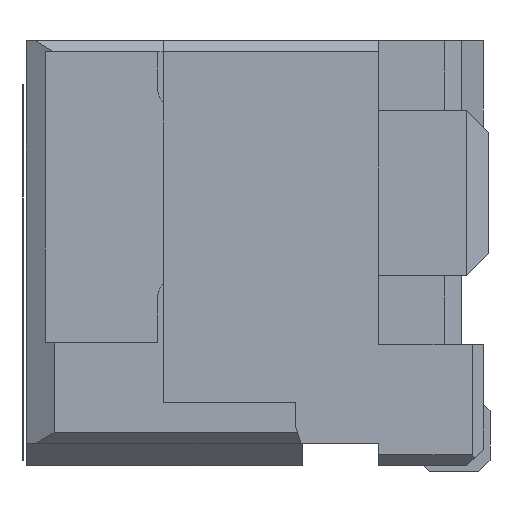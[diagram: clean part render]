
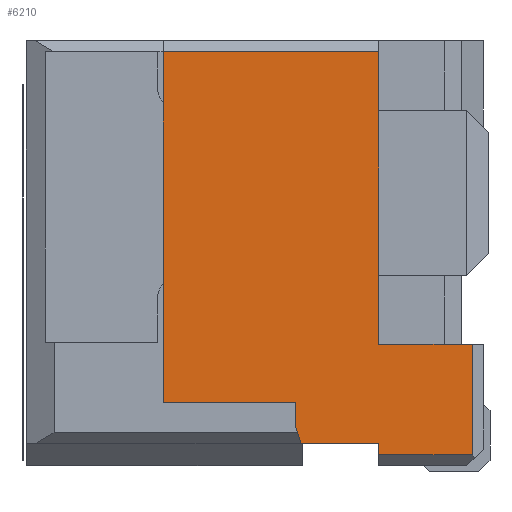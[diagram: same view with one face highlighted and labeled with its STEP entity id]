
A CAD part, left-side view. The second image highlights one B-rep face of the part: STEP entity #6210.
In plain terms, the highlighted planar face has unit normal (-1, 0, 0).
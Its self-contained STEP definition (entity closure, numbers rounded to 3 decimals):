
#621=DIRECTION('',(0.,-1.,0.));
#622=VECTOR('',#621,0.7);
#623=CARTESIAN_POINT('',(-8.4,-5.83,17.06));
#624=LINE('',#623,#622);
#669=DIRECTION('',(0.,1.,0.));
#670=VECTOR('',#669,0.85);
#671=CARTESIAN_POINT('',(-8.4,-7.38,17.96));
#672=LINE('',#671,#670);
#697=DIRECTION('',(0.,0.,1.));
#698=VECTOR('',#697,2.65);
#699=CARTESIAN_POINT('',(-8.4,-6.53,17.96));
#700=LINE('',#699,#698);
#801=DIRECTION('',(0.,0.,1.));
#802=VECTOR('',#801,3.18);
#803=CARTESIAN_POINT('',(-8.4,-4.58,17.43));
#804=LINE('',#803,#802);
#805=DIRECTION('',(0.,0.,-1.));
#806=VECTOR('',#805,1.);
#807=CARTESIAN_POINT('',(-8.4,-7.38,17.96));
#808=LINE('',#807,#806);
#809=DIRECTION('',(0.,1.,0.));
#810=VECTOR('',#809,0.85);
#811=CARTESIAN_POINT('',(-8.4,-7.38,16.96));
#812=LINE('',#811,#810);
#813=DIRECTION('',(0.,0.,1.));
#814=VECTOR('',#813,0.1);
#815=CARTESIAN_POINT('',(-8.4,-6.53,16.96));
#816=LINE('',#815,#814);
#817=DIRECTION('',(0.,-0.316,-0.949));
#818=VECTOR('',#817,0.158);
#819=CARTESIAN_POINT('',(-8.4,-5.78,17.21));
#820=LINE('',#819,#818);
#821=DIRECTION('',(0.,0.,1.));
#822=VECTOR('',#821,0.22);
#823=CARTESIAN_POINT('',(-8.4,-5.78,17.21));
#824=LINE('',#823,#822);
#2165=DIRECTION('',(0.,1.,0.));
#2166=VECTOR('',#2165,1.95);
#2167=CARTESIAN_POINT('',(-8.4,-6.53,20.61));
#2168=LINE('',#2167,#2166);
#2308=DIRECTION('',(0.,-1.,0.));
#2309=VECTOR('',#2308,1.2);
#2310=CARTESIAN_POINT('',(-8.4,-4.58,17.43));
#2311=LINE('',#2310,#2309);
#4149=CARTESIAN_POINT('',(-8.4,-6.53,17.06));
#4150=VERTEX_POINT('',#4149);
#4151=CARTESIAN_POINT('',(-8.4,-5.83,17.06));
#4152=VERTEX_POINT('',#4151);
#4577=CARTESIAN_POINT('',(-8.4,-6.53,16.96));
#4578=VERTEX_POINT('',#4577);
#4579=CARTESIAN_POINT('',(-8.4,-6.53,20.61));
#4580=CARTESIAN_POINT('',(-8.4,-4.58,20.61));
#4581=VERTEX_POINT('',#4579);
#4582=VERTEX_POINT('',#4580);
#4583=CARTESIAN_POINT('',(-8.4,-4.58,17.43));
#4584=VERTEX_POINT('',#4583);
#4585=CARTESIAN_POINT('',(-8.4,-5.78,17.43));
#4586=VERTEX_POINT('',#4585);
#4587=CARTESIAN_POINT('',(-8.4,-5.78,17.21));
#4588=VERTEX_POINT('',#4587);
#4589=CARTESIAN_POINT('',(-8.4,-7.38,16.96));
#4590=VERTEX_POINT('',#4589);
#4591=CARTESIAN_POINT('',(-8.4,-7.38,17.96));
#4592=VERTEX_POINT('',#4591);
#4593=CARTESIAN_POINT('',(-8.4,-6.53,17.96));
#4594=VERTEX_POINT('',#4593);
#6185=CARTESIAN_POINT('',(-8.4,-5.555,19.295));
#6186=DIRECTION('',(-1.,0.,0.));
#6187=DIRECTION('',(0.,-1.,0.));
#6188=AXIS2_PLACEMENT_3D('',#6185,#6186,#6187);
#6189=PLANE('',#6188);
#6191=ORIENTED_EDGE('',*,*,#6190,.T.);
#6193=ORIENTED_EDGE('',*,*,#6192,.F.);
#6194=ORIENTED_EDGE('',*,*,#6034,.F.);
#6195=ORIENTED_EDGE('',*,*,#5979,.F.);
#6197=ORIENTED_EDGE('',*,*,#6196,.T.);
#6199=ORIENTED_EDGE('',*,*,#6198,.T.);
#6200=ORIENTED_EDGE('',*,*,#5909,.T.);
#6201=ORIENTED_EDGE('',*,*,#5892,.F.);
#6203=ORIENTED_EDGE('',*,*,#6202,.F.);
#6205=ORIENTED_EDGE('',*,*,#6204,.T.);
#6207=ORIENTED_EDGE('',*,*,#6206,.F.);
#6208=EDGE_LOOP('',(#6191,#6193,#6194,#6195,#6197,#6199,#6200,#6201,#6203,#6205,
#6207));
#6209=FACE_OUTER_BOUND('',#6208,.F.);
#6210=ADVANCED_FACE('',(#6209),#6189,.T.);
#5892=EDGE_CURVE('',#4152,#4150,#624,.T.);
#5909=EDGE_CURVE('',#4578,#4150,#816,.T.);
#5979=EDGE_CURVE('',#4592,#4594,#672,.T.);
#6034=EDGE_CURVE('',#4594,#4581,#700,.T.);
#6190=EDGE_CURVE('',#4584,#4582,#804,.T.);
#6192=EDGE_CURVE('',#4581,#4582,#2168,.T.);
#6196=EDGE_CURVE('',#4592,#4590,#808,.T.);
#6198=EDGE_CURVE('',#4590,#4578,#812,.T.);
#6202=EDGE_CURVE('',#4588,#4152,#820,.T.);
#6204=EDGE_CURVE('',#4588,#4586,#824,.T.);
#6206=EDGE_CURVE('',#4584,#4586,#2311,.T.);
